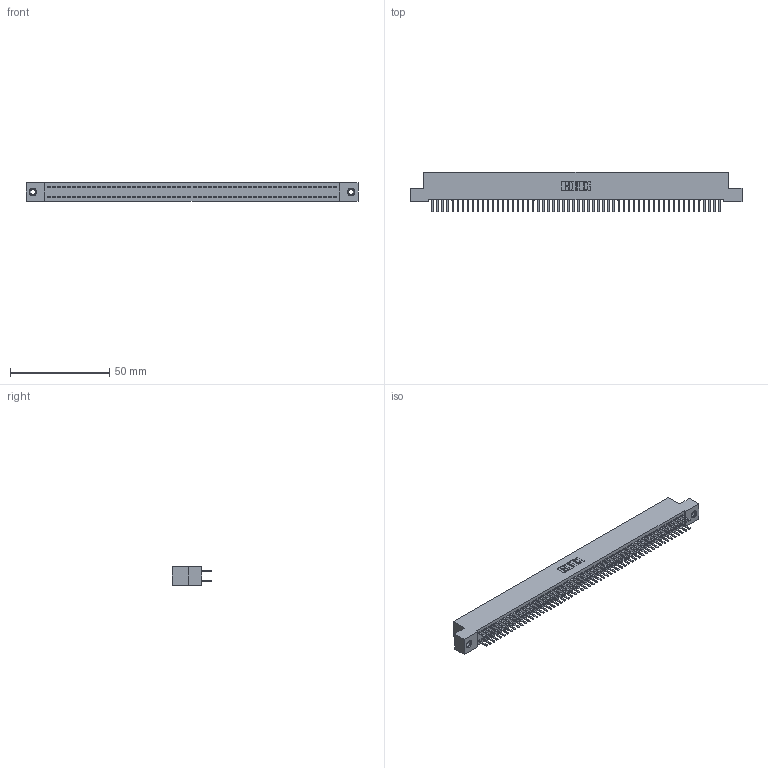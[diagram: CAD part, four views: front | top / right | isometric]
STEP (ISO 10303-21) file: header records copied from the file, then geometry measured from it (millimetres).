
FILE_DESCRIPTION (( 'STEP AP203' ), '1' );
FILE_NAME ('342-116-520-208.STEP', '2019-10-04T22:01:07', ( '' ), ( '' ), 'SwSTEP 2.0', 'SolidWorks 2016', '' );
FILE_SCHEMA (( 'CONFIG_CONTROL_DESIGN' ));
Length unit declared in the file: inch
Products named in the file (4): 345-292-001_345-293-120; 345-250-001_345-250-003-102; 342-116-520-208; 342 Part_TI
Assembly tree (119 placements, depth 2):
  342-116-520-208
    342 Part_TI
    345-292-001_345-293-120  x116
    345-250-001_345-250-003-102  x2
Bounding box: 167.64 x 20.02 x 9.4 mm (x, y, z)
Volume: 15081.5 mm3; surface area: 24833.1 mm2
Topology: 119 solids, 119 shells, 6666 faces, 19343 edges, 12578 vertices
Faces by surface type: plane 4506, cylinder 2144, cone 12, torus 4
Entity records: 36412 total; most frequent: CARTESIAN_POINT 6009, ORIENTED_EDGE 5926, DIRECTION 5125, EDGE_CURVE 2963, VECTOR 2811, LINE 2811, VERTEX_POINT 1968, AXIS2_PLACEMENT_3D 1157
